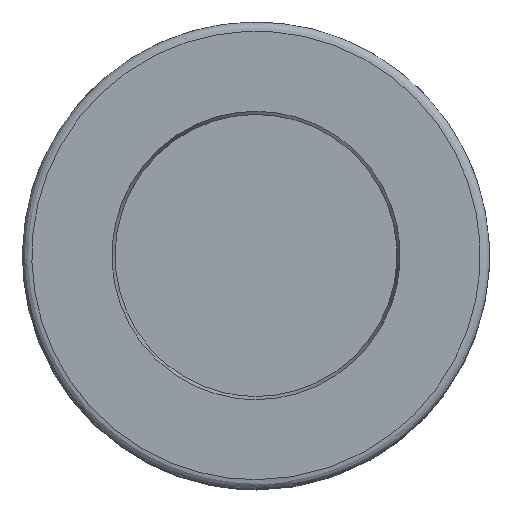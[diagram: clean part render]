
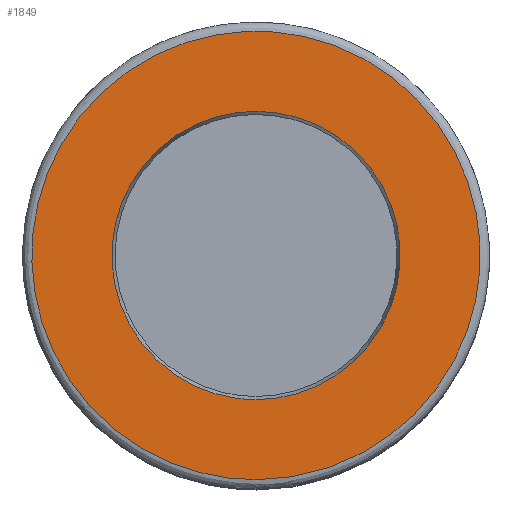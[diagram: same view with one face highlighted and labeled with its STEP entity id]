
A CAD part, top view. The second image highlights one B-rep face of the part: STEP entity #1849.
In plain terms, the highlighted free-form (B-spline) face has degree [1, 1] with [2, 2] control points.
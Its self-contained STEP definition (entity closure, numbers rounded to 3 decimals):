
#1801=CARTESIAN_POINT('',(0.,-2.325,0.15));
#1802=VERTEX_POINT('',#1801);
#1808=CARTESIAN_POINT('',(0.,-2.325,0.15));
#1809=CARTESIAN_POINT('',(2.325,-2.325,0.15));
#1810=CARTESIAN_POINT('',(2.325,0.,0.15));
#1811=CARTESIAN_POINT('',(2.325,2.325,0.15));
#1812=CARTESIAN_POINT('',(0.,2.325,0.15));
#1813=CARTESIAN_POINT('',(-2.325,2.325,0.15));
#1814=CARTESIAN_POINT('',(-2.325,0.,0.15));
#1815=CARTESIAN_POINT('',(-2.325,-2.325,0.15));
#1816=CARTESIAN_POINT('',(0.,-2.325,0.15));
#1817=(BOUNDED_CURVE()B_SPLINE_CURVE(2,(#1808,#1809,#1810,#1811,#1812,#1813,#1814,#1815,#1816),.CIRCULAR_ARC.,.T.,.U.)B_SPLINE_CURVE_WITH_KNOTS((3,2,2,2,3),(0.,0.25,0.5,0.75,1.),.UNSPECIFIED.)CURVE()GEOMETRIC_REPRESENTATION_ITEM()RATIONAL_B_SPLINE_CURVE((1.,0.707,1.,0.707,1.,0.707,1.,0.707,1.))REPRESENTATION_ITEM(''));
#1818=EDGE_CURVE('',#1802,#1802,#1817,.T.);
#1825=CARTESIAN_POINT('',(-10.849,10.849,0.15));
#1826=CARTESIAN_POINT('',(10.849,10.849,0.15));
#1827=CARTESIAN_POINT('',(-10.849,-10.849,0.15));
#1828=CARTESIAN_POINT('',(10.849,-10.849,0.15));
#1829=B_SPLINE_SURFACE_WITH_KNOTS('',1,1,((#1825,#1826),(#1827,#1828)),.PLANE_SURF.,.F.,.F.,.U.,(2,2),(2,2),(-1.,2.),(-1.,2.),.UNSPECIFIED.);
#1830=CARTESIAN_POINT('',(0.,-3.616,0.15));
#1831=VERTEX_POINT('',#1830);
#1832=CARTESIAN_POINT('',(0.,-3.616,0.15));
#1833=CARTESIAN_POINT('',(3.616,-3.616,0.15));
#1834=CARTESIAN_POINT('',(3.616,0.,0.15));
#1835=CARTESIAN_POINT('',(3.616,3.616,0.15));
#1836=CARTESIAN_POINT('',(0.,3.616,0.15));
#1837=CARTESIAN_POINT('',(-3.616,3.616,0.15));
#1838=CARTESIAN_POINT('',(-3.616,0.,0.15));
#1839=CARTESIAN_POINT('',(-3.616,-3.616,0.15));
#1840=CARTESIAN_POINT('',(0.,-3.616,0.15));
#1841=(BOUNDED_CURVE()B_SPLINE_CURVE(2,(#1832,#1833,#1834,#1835,#1836,#1837,#1838,#1839,#1840),.CIRCULAR_ARC.,.T.,.U.)B_SPLINE_CURVE_WITH_KNOTS((3,2,2,2,3),(0.,0.25,0.5,0.75,1.),.UNSPECIFIED.)CURVE()GEOMETRIC_REPRESENTATION_ITEM()RATIONAL_B_SPLINE_CURVE((1.,0.707,1.,0.707,1.,0.707,1.,0.707,1.))REPRESENTATION_ITEM(''));
#1842=EDGE_CURVE('',#1831,#1831,#1841,.T.);
#1843=ORIENTED_EDGE('',*,*,#1842,.T.);
#1844=EDGE_LOOP('',(#1843));
#1845=FACE_OUTER_BOUND('',#1844,.T.);
#1846=ORIENTED_EDGE('',*,*,#1818,.F.);
#1847=EDGE_LOOP('',(#1846));
#1848=FACE_BOUND('',#1847,.T.);
#1849=ADVANCED_FACE('',(#1845,#1848),#1829,.T.);
